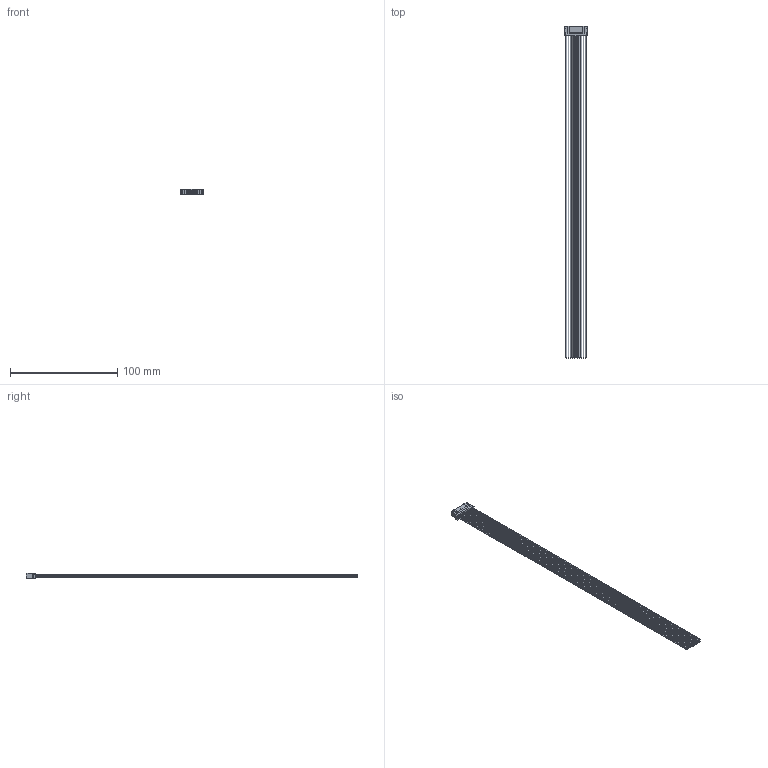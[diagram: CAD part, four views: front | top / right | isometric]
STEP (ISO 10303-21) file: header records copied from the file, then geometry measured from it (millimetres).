
FILE_DESCRIPTION((''),'2;1');
FILE_NAME('F0JL24-P20SW000-01','2023-05-08T',('工程三'),(''),'PRO/ENGINEER BY PARAMETRIC TECHNOLOGY CORPORATION, 2010280','PRO/ENGINEER BY PARAMETRIC TECHNOLOGY CORPORATION, 2010280','');
FILE_SCHEMA(('CONFIG_CONTROL_DESIGN'));
Length unit declared in the file: millimetre
Products named in the file (1): F0JL24-P20SW000-01
Bounding box: 22 x 309 x 5.5 mm (x, y, z)
Volume: 3391.8 mm3; surface area: 15290.2 mm2
Topology: 1 solids, 1 shells, 203 faces, 461 edges, 300 vertices
Faces by surface type: plane 123, cylinder 80
Entity records: 5737 total; most frequent: DIRECTION 1027, CARTESIAN_POINT 964, ORIENTED_EDGE 922, EDGE_CURVE 461, AXIS2_PLACEMENT_3D 363, VECTOR 301, LINE 301, VERTEX_POINT 300
